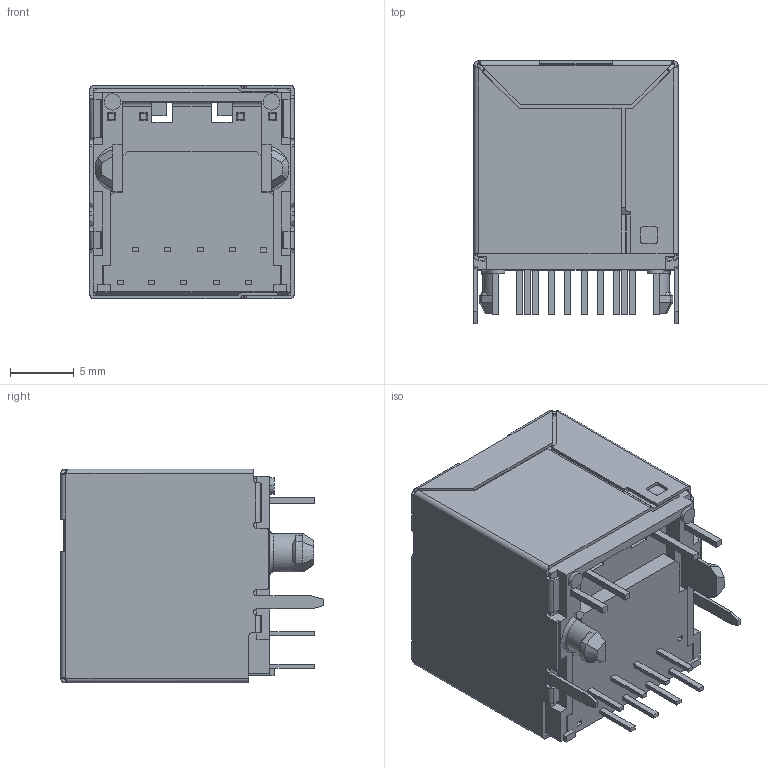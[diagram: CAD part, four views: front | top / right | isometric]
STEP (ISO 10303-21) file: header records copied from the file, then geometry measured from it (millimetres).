
FILE_DESCRIPTION(('CAx-IF Rec.Pracs.---Model Styling and Organization---1.5---2016-08-15','CAx-IF Rec.Pracs.---Geometric and Assembly Validation Properties---4.4---2016-08-17','CAx-IF Rec.Pracs.---User Defined Attributes---1.5---2016-08-15','CAx-IF Rec.Pracs.---External References---2.1---2005-01-19'),'2;1');
FILE_NAME('1163907.step','2023-10-07T14:08:47',('Unspecified'),('Unspecified'),'CAD Exchanger 3.10.2 (cadexchanger.com)','Unspecified','');
FILE_SCHEMA(('AUTOMOTIVE_DESIGN { 1 0 10303 214 1 1 1 1 }'));
Length unit declared in the file: millimetre
Products named in the file (1): SS-74301-002_ASM
Bounding box: 16 x 20.57 x 16.74 mm (x, y, z)
Volume: 2699.7 mm3; surface area: 4579.4 mm2
Topology: 1 solids, 1 shells, 1548 faces, 4411 edges, 2837 vertices
Faces by surface type: plane 1188, cylinder 295, bspline 32, torus 25, cone 4, sphere 4
Entity records: 52055 total; most frequent: CARTESIAN_POINT 11992, ORIENTED_EDGE 8822, DIRECTION 7669, EDGE_CURVE 4411, LINE 3609, VECTOR 3609, VERTEX_POINT 2837, AXIS2_PLACEMENT_3D 2030
